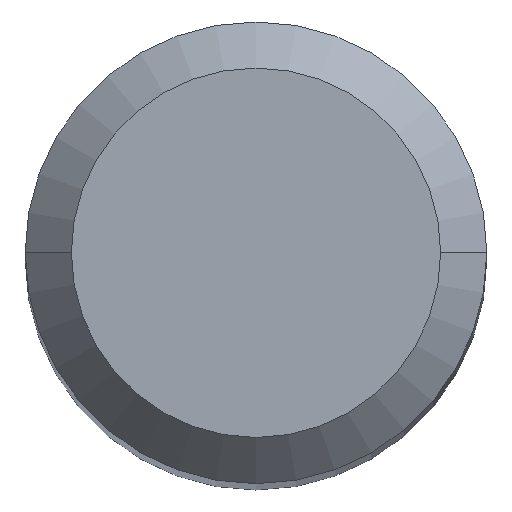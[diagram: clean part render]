
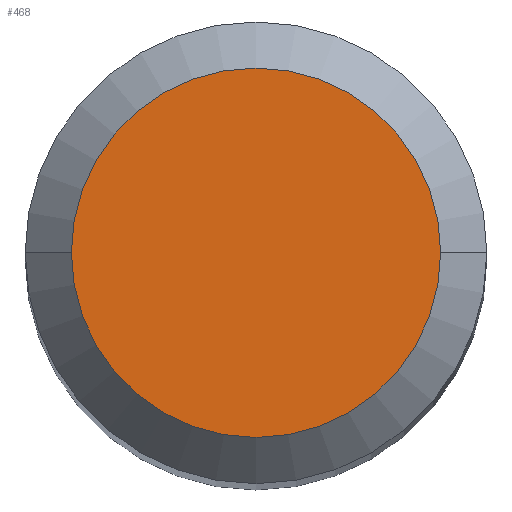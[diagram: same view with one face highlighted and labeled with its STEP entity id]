
A CAD part, top view. The second image highlights one B-rep face of the part: STEP entity #468.
In plain terms, the highlighted planar face has unit normal (0, 0, 1).
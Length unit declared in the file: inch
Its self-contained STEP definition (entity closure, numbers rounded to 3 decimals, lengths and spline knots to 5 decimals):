
#1 = DIRECTION ( 'NONE',  ( 1., 0., 0. ) ) ;
#17 = DIRECTION ( 'NONE',  ( -1., 0., 0. ) ) ;
#51 = ORIENTED_EDGE ( 'NONE', *, *, #294, .T. ) ;
#56 = PLANE ( 'NONE',  #146 ) ;
#67 = CARTESIAN_POINT ( 'NONE',  ( 0., 0., 0. ) ) ;
#123 = VERTEX_POINT ( 'NONE', #188 ) ;
#134 = DIRECTION ( 'NONE',  ( 0., 0., -1. ) ) ;
#146 = AXIS2_PLACEMENT_3D ( 'NONE', #392, #134, #17 ) ;
#151 = CARTESIAN_POINT ( 'NONE',  ( -0.05, 0., 0. ) ) ;
#153 = AXIS2_PLACEMENT_3D ( 'NONE', #67, #452, #265 ) ;
#155 = EDGE_CURVE ( 'NONE', #123, #160, #444, .T. ) ;
#160 = VERTEX_POINT ( 'NONE', #151 ) ;
#188 = CARTESIAN_POINT ( 'NONE',  ( 0.05, 0., 0. ) ) ;
#240 = EDGE_LOOP ( 'NONE', ( #51, #368 ) ) ;
#262 = FACE_OUTER_BOUND ( 'NONE', #240, .T. ) ;
#265 = DIRECTION ( 'NONE',  ( 1., 0., 0. ) ) ;
#294 = EDGE_CURVE ( 'NONE', #160, #123, #384, .T. ) ;
#368 = ORIENTED_EDGE ( 'NONE', *, *, #155, .T. ) ;
#384 = CIRCLE ( 'NONE', #486, 0.05 ) ;
#392 = CARTESIAN_POINT ( 'NONE',  ( 0., 0., 0. ) ) ;
#444 = CIRCLE ( 'NONE', #153, 0.05 ) ;
#452 = DIRECTION ( 'NONE',  ( 0., 0., 1. ) ) ;
#457 = DIRECTION ( 'NONE',  ( 0., 0., 1. ) ) ;
#461 = CARTESIAN_POINT ( 'NONE',  ( 0., 0., 0. ) ) ;
#468 = ADVANCED_FACE ( 'NONE', ( #262 ), #56, .F. ) ;
#486 = AXIS2_PLACEMENT_3D ( 'NONE', #461, #457, #1 ) ;
